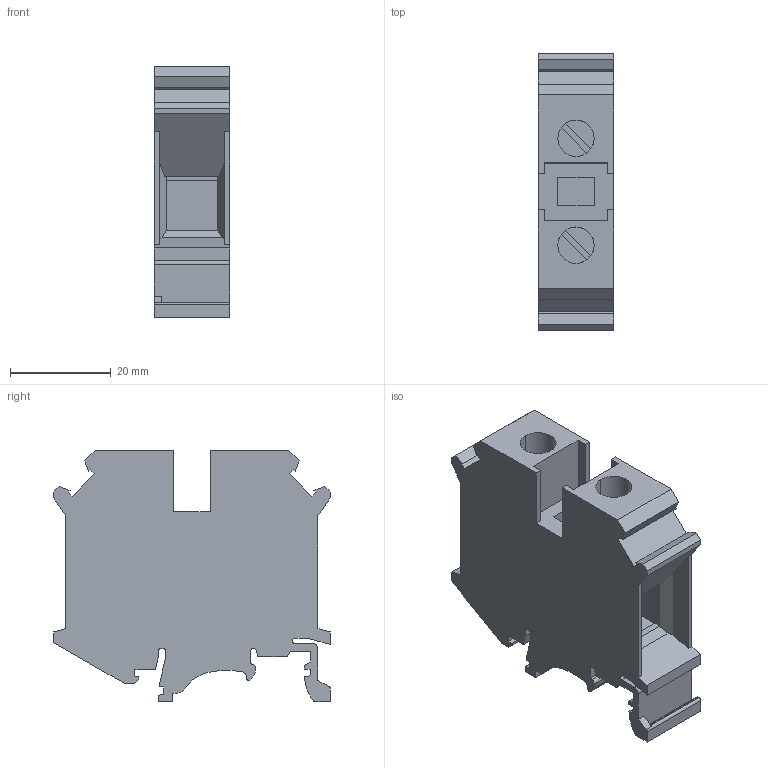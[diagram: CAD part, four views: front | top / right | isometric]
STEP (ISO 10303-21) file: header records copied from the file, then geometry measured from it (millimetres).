
FILE_DESCRIPTION(('STEP AP214'),'1');
FILE_NAME('cctmp_B9F469AA-661F-411E-9975-3A3DB4A8BDC6_2023_07_24_09_32_01_0133..stp','2023-07-24T07:32:01',('SIEMENS A&D'),('CADClick - www.CADClick.com'),'Spatial InterOp 3D postprocessed',' ','unknown authorization');
FILE_SCHEMA(('AUTOMOTIVE_DESIGN'));
Length unit declared in the file: millimetre
Products named in the file (1): 2023_07_24_09_32_01_0124
Bounding box: 15 x 54.92 x 49.8 mm (x, y, z)
Volume: 23778.6 mm3; surface area: 10899.3 mm2
Topology: 1 solids, 1 shells, 167 faces, 480 edges, 318 vertices
Faces by surface type: plane 140, cylinder 27
Entity records: 5939 total; most frequent: CARTESIAN_POINT 966, ORIENTED_EDGE 960, DIRECTION 879, EDGE_CURVE 480, LINE 417, VECTOR 417, VERTEX_POINT 318, AXIS2_PLACEMENT_3D 231
